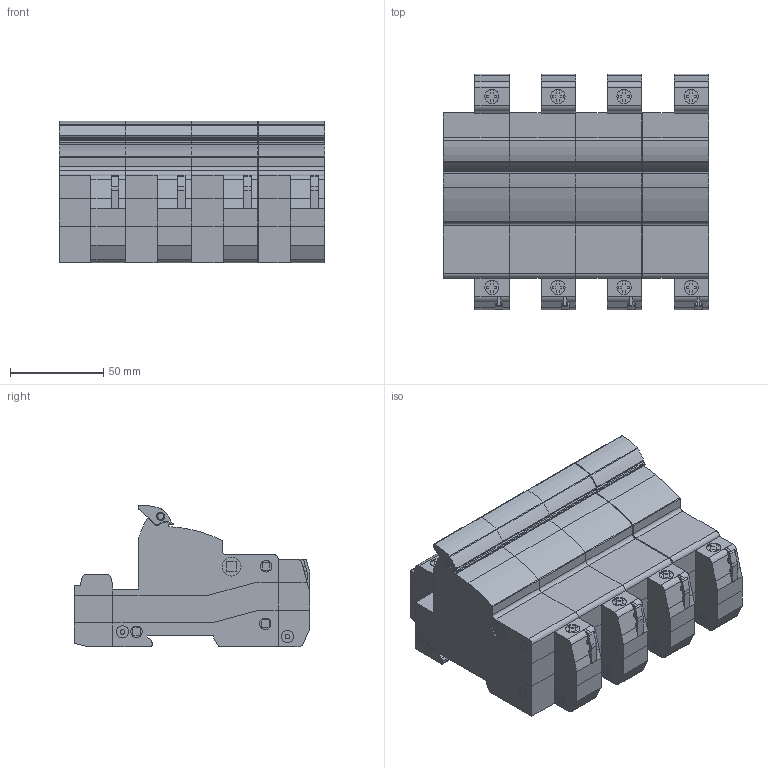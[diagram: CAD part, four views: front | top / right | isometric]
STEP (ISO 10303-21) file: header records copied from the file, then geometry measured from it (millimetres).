
FILE_DESCRIPTION((''),'2;1');
FILE_NAME('3d_FB03A3N.stp','2012-10-03T09:01:52',(''),(''),'Mechanical Desktop 2011','Mechanical Desktop 2011',', , ');
FILE_SCHEMA(('CONFIG_CONTROL_DESIGN'));
Length unit declared in the file: millimetre
Products named in the file (1): Product
Bounding box: 142.5 x 126.5 x 75.98 mm (x, y, z)
Volume: 770671 mm3; surface area: 169977.6 mm2
Topology: 20 solids, 20 shells, 964 faces, 2636 edges, 1768 vertices
Faces by surface type: plane 640, cylinder 324
Entity records: 30737 total; most frequent: CARTESIAN_POINT 5369, DIRECTION 5334, ORIENTED_EDGE 5272, EDGE_CURVE 2636, VECTOR 1868, LINE 1868, VERTEX_POINT 1768, AXIS2_PLACEMENT_3D 1733
